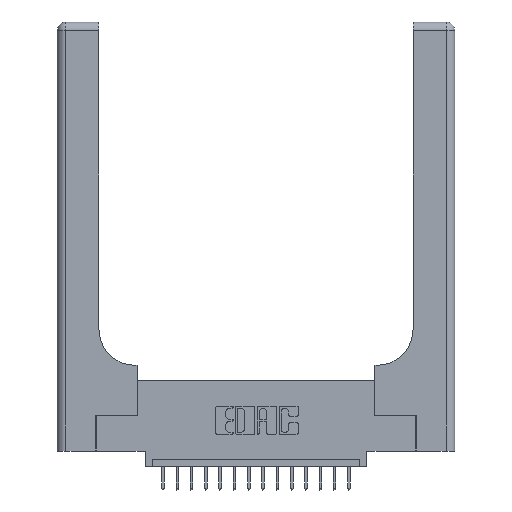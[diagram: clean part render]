
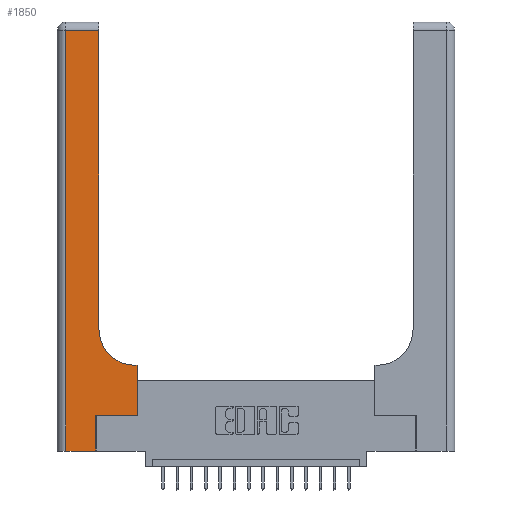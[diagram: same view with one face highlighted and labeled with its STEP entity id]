
A CAD part, top view. The second image highlights one B-rep face of the part: STEP entity #1850.
In plain terms, the highlighted planar face has unit normal (0, 0, 1).
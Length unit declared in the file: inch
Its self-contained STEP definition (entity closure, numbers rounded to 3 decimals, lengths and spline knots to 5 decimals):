
#298 = CARTESIAN_POINT ( 'NONE',  ( 0.5415, 0.85, 0.37 ) ) ;
#356 = DIRECTION ( 'NONE',  ( 1., 0., 0. ) ) ;
#665 = LINE ( 'NONE', #18256, #18726 ) ;
#736 = VERTEX_POINT ( 'NONE', #17319 ) ;
#982 = AXIS2_PLACEMENT_3D ( 'NONE', #10975, #11053, #18780 ) ;
#1060 = CARTESIAN_POINT ( 'NONE',  ( 0.269, 0., 0.37 ) ) ;
#1183 = EDGE_CURVE ( 'NONE', #13393, #2459, #7216, .T. ) ;
#1417 = CARTESIAN_POINT ( 'NONE',  ( 0.2915, 2.94, 0.37 ) ) ;
#1511 = CIRCLE ( 'NONE', #1897, 0.25 ) ;
#1769 = VERTEX_POINT ( 'NONE', #9735 ) ;
#1850 = ADVANCED_FACE ( 'NONE', ( #11291 ), #14407, .F. ) ;
#1897 = AXIS2_PLACEMENT_3D ( 'NONE', #298, #3374, #356 ) ;
#2046 = EDGE_CURVE ( 'NONE', #8842, #1769, #1511, .T. ) ;
#2459 = VERTEX_POINT ( 'NONE', #17432 ) ;
#2897 = EDGE_CURVE ( 'NONE', #4196, #11742, #6250, .T. ) ;
#3145 = VECTOR ( 'NONE', #14011, 39.37008 ) ;
#3362 = VECTOR ( 'NONE', #8560, 39.37008 ) ;
#3374 = DIRECTION ( 'NONE',  ( 0., 0., -1. ) ) ;
#3438 = DIRECTION ( 'NONE',  ( -1., 0., 0. ) ) ;
#4041 = DIRECTION ( 'NONE',  ( 0., 1., 0. ) ) ;
#4196 = VERTEX_POINT ( 'NONE', #16532 ) ;
#4657 = DIRECTION ( 'NONE',  ( -1., 0., 0. ) ) ;
#5148 = ORIENTED_EDGE ( 'NONE', *, *, #9578, .T. ) ;
#5157 = CARTESIAN_POINT ( 'NONE',  ( 0., 2.94, 0.37 ) ) ;
#5330 = EDGE_CURVE ( 'NONE', #736, #8842, #665, .T. ) ;
#5664 = VECTOR ( 'NONE', #4041, 39.37008 ) ;
#6250 = LINE ( 'NONE', #10031, #11741 ) ;
#6263 = CARTESIAN_POINT ( 'NONE',  ( 0.5585, 0.25, 0.37 ) ) ;
#6426 = EDGE_CURVE ( 'NONE', #2459, #12493, #14524, .T. ) ;
#6699 = ORIENTED_EDGE ( 'NONE', *, *, #5330, .T. ) ;
#7216 = LINE ( 'NONE', #5157, #11289 ) ;
#8558 = DIRECTION ( 'NONE',  ( 1., 0., 0. ) ) ;
#8560 = DIRECTION ( 'NONE',  ( 0., -1., 0. ) ) ;
#8842 = VERTEX_POINT ( 'NONE', #14478 ) ;
#9515 = ORIENTED_EDGE ( 'NONE', *, *, #1183, .T. ) ;
#9578 = EDGE_CURVE ( 'NONE', #12493, #18840, #13229, .T. ) ;
#9735 = CARTESIAN_POINT ( 'NONE',  ( 0.2915, 0.85, 0.37 ) ) ;
#9776 = ORIENTED_EDGE ( 'NONE', *, *, #19719, .T. ) ;
#10026 = ORIENTED_EDGE ( 'NONE', *, *, #6426, .T. ) ;
#10031 = CARTESIAN_POINT ( 'NONE',  ( 0.269, 0.25, 0.37 ) ) ;
#10396 = CARTESIAN_POINT ( 'NONE',  ( 0.5585, 0.25, 0.37 ) ) ;
#10975 = CARTESIAN_POINT ( 'NONE',  ( 0., 3., 0.37 ) ) ;
#11053 = DIRECTION ( 'NONE',  ( 0., 0., -1. ) ) ;
#11289 = VECTOR ( 'NONE', #3438, 39.37008 ) ;
#11291 = FACE_OUTER_BOUND ( 'NONE', #12918, .T. ) ;
#11495 = CARTESIAN_POINT ( 'NONE',  ( 0.06, 3., 0.37 ) ) ;
#11741 = VECTOR ( 'NONE', #14765, 39.37008 ) ;
#11742 = VERTEX_POINT ( 'NONE', #10396 ) ;
#11909 = ORIENTED_EDGE ( 'NONE', *, *, #11982, .T. ) ;
#11982 = EDGE_CURVE ( 'NONE', #11742, #736, #16698, .T. ) ;
#12493 = VERTEX_POINT ( 'NONE', #14775 ) ;
#12918 = EDGE_LOOP ( 'NONE', ( #9776, #9515, #10026, #5148, #17300, #19076, #11909, #6699, #15377 ) ) ;
#13229 = LINE ( 'NONE', #17652, #14678 ) ;
#13393 = VERTEX_POINT ( 'NONE', #1417 ) ;
#13706 = VECTOR ( 'NONE', #18187, 39.37008 ) ;
#13781 = LINE ( 'NONE', #1060, #5664 ) ;
#14011 = DIRECTION ( 'NONE',  ( 0., 1., 0. ) ) ;
#14407 = PLANE ( 'NONE',  #982 ) ;
#14478 = CARTESIAN_POINT ( 'NONE',  ( 0.5415, 0.6, 0.37 ) ) ;
#14524 = LINE ( 'NONE', #11495, #3362 ) ;
#14678 = VECTOR ( 'NONE', #8558, 39.37008 ) ;
#14765 = DIRECTION ( 'NONE',  ( 1., 0., 0. ) ) ;
#14775 = CARTESIAN_POINT ( 'NONE',  ( 0.06, 0., 0.37 ) ) ;
#15377 = ORIENTED_EDGE ( 'NONE', *, *, #2046, .T. ) ;
#15411 = CARTESIAN_POINT ( 'NONE',  ( 0.2915, 3., 0.37 ) ) ;
#16532 = CARTESIAN_POINT ( 'NONE',  ( 0.269, 0.25, 0.37 ) ) ;
#16698 = LINE ( 'NONE', #6263, #3145 ) ;
#17300 = ORIENTED_EDGE ( 'NONE', *, *, #17639, .T. ) ;
#17319 = CARTESIAN_POINT ( 'NONE',  ( 0.5585, 0.6, 0.37 ) ) ;
#17432 = CARTESIAN_POINT ( 'NONE',  ( 0.06, 2.94, 0.37 ) ) ;
#17485 = CARTESIAN_POINT ( 'NONE',  ( 0.269, 0., 0.37 ) ) ;
#17639 = EDGE_CURVE ( 'NONE', #18840, #4196, #13781, .T. ) ;
#17652 = CARTESIAN_POINT ( 'NONE',  ( 0., 0., 0.37 ) ) ;
#18187 = DIRECTION ( 'NONE',  ( 0., 1., 0. ) ) ;
#18256 = CARTESIAN_POINT ( 'NONE',  ( 0.2915, 0.6, 0.37 ) ) ;
#18661 = LINE ( 'NONE', #15411, #13706 ) ;
#18726 = VECTOR ( 'NONE', #4657, 39.37008 ) ;
#18780 = DIRECTION ( 'NONE',  ( -1., 0., 0. ) ) ;
#18840 = VERTEX_POINT ( 'NONE', #17485 ) ;
#19076 = ORIENTED_EDGE ( 'NONE', *, *, #2897, .T. ) ;
#19719 = EDGE_CURVE ( 'NONE', #1769, #13393, #18661, .T. ) ;
